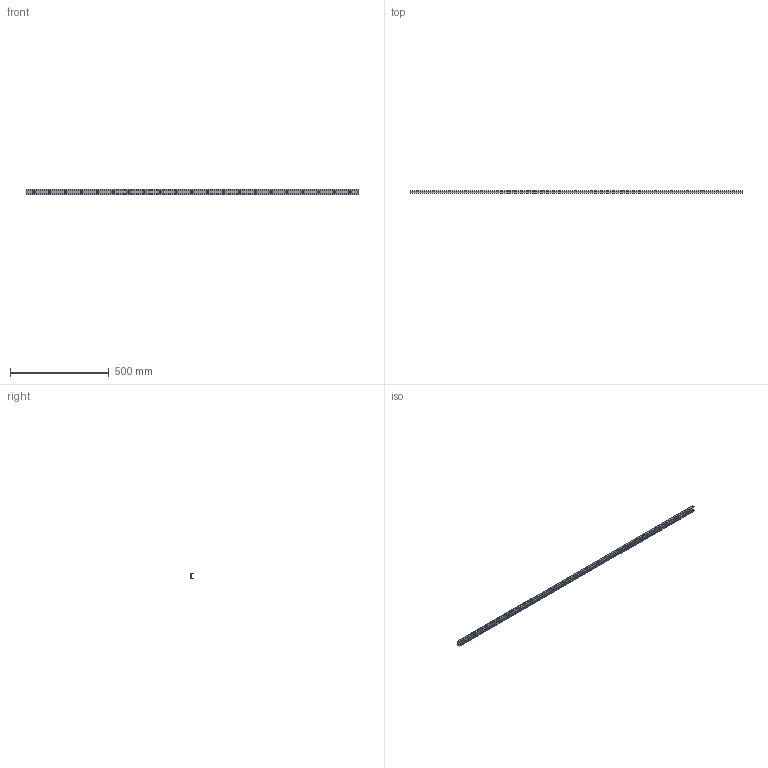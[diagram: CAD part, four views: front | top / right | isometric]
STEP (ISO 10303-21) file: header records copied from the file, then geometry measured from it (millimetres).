
FILE_DESCRIPTION((''),'2;1');
FILE_NAME('LCU 28H-1680.V.stp','2016-05-04T10:14:32',('MRathmann'),(''),'Autodesk Inventor 2012','Autodesk Inventor 2012','');
FILE_SCHEMA(('CONFIG_CONTROL_DESIGN'));
Length unit declared in the file: millimetre
Products named in the file (1): LCU 28H-1680.V
Bounding box: 1680 x 12.3 x 28 mm (x, y, z)
Volume: 255100.6 mm3; surface area: 159157.8 mm2
Topology: 1 solids, 1 shells, 62 faces, 180 edges, 120 vertices
Faces by surface type: cylinder 30, cone 21, plane 11
Full cylindrical faces by diameter (mm): 5.5 x21
Entity records: 1796 total; most frequent: DIRECTION 324, CARTESIAN_POINT 279, ORIENTED_EDGE 234, EDGE_LOOP 146, AXIS2_PLACEMENT_3D 144, EDGE_CURVE 117, VERTEX_POINT 99, FACE_BOUND 84
